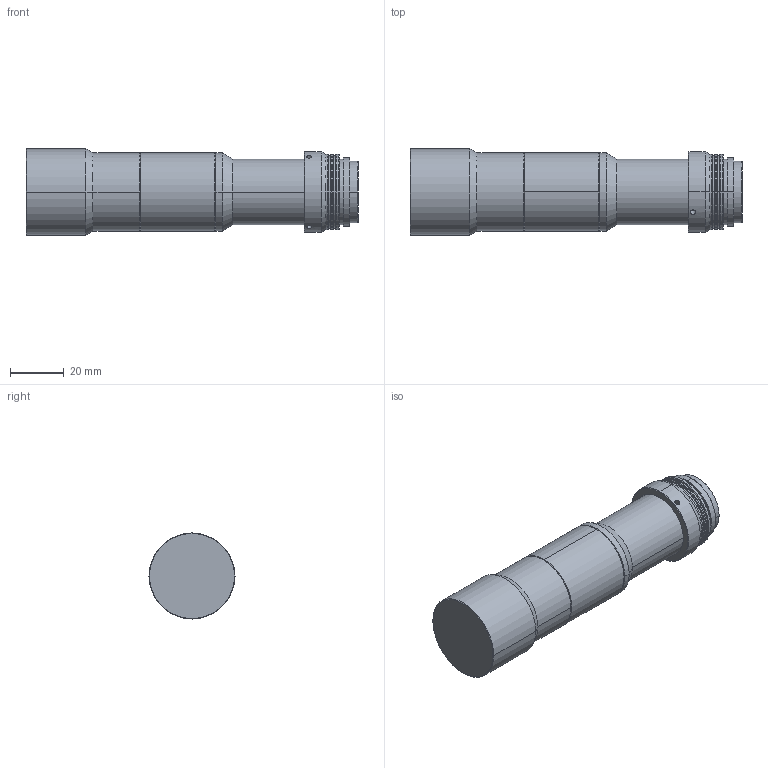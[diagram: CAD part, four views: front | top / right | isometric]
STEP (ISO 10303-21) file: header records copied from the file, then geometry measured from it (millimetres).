
FILE_DESCRIPTION (( 'STEP AP203' ), '1' );
FILE_NAME ('ST11C-075-110.STEP', '2024-06-15T07:56:56', ( 'Windows 蚚誧' ), ( 'Microsoft' ), 'SwSTEP 2.0', 'SolidWorks 2018', '' );
FILE_SCHEMA (( 'CONFIG_CONTROL_DESIGN' ));
Length unit declared in the file: millimetre
Products named in the file (5): ST11C-075-110; 堈陑C諉諳(妗陑3D); ヶ噩芠(妗陑3D); 蛌諉璃(妗陑3D); 蟀諉璃1(妗陑3D)
Assembly tree (4 placements, depth 2):
  ST11C-075-110
    ヶ噩芠(妗陑3D)
    蛌諉璃(妗陑3D)
    堈陑C諉諳(妗陑3D)
    蟀諉璃1(妗陑3D)
Bounding box: 123.42 x 32 x 32 mm (x, y, z)
Volume: 87042.3 mm3; surface area: 19849.2 mm2
Topology: 4 solids, 4 shells, 123 faces, 246 edges, 146 vertices
Faces by surface type: cylinder 52, cone 48, plane 23
Entity records: 3889 total; most frequent: CARTESIAN_POINT 714, DIRECTION 628, ORIENTED_EDGE 492, AXIS2_PLACEMENT_3D 264, EDGE_CURVE 246, VERTEX_POINT 146, EDGE_LOOP 146, CIRCLE 134
